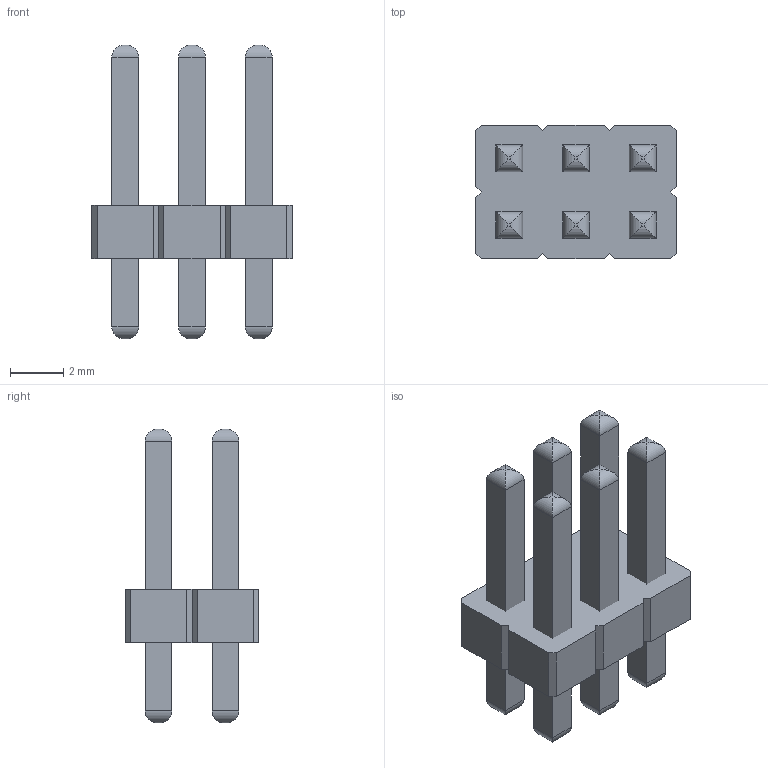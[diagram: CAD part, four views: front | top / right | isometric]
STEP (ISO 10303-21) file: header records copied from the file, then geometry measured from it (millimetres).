
FILE_DESCRIPTION(/* description */ ('','CAx-IF Rec.Pracs.---Representation and Presentation of Product Manufacturing Information (PMI)---4.0---2014-10-13'),/* implementation_level */ '2;1');
FILE_NAME(/* name */ 'Male Pin Header 6 Pin.step',/* time_stamp */ '2025-01-05T01:23:56+05:30',/* author */ (''),/* organization */ (''),/* preprocessor_version */ 'ST-DEVELOPER v20',/* originating_system */ 'Autodesk Translation Framework v13.20.0.188',/* authorisation */ '');
FILE_SCHEMA (('AP242_MANAGED_MODEL_BASED_3D_ENGINEERING_MIM_LF { 1 0 10303 442 1 1 4 }'));
Length unit declared in the file: millimetre
Products named in the file (2): Male Pin Header 6 Pin; Male Pin Header
Assembly tree (1 placements, depth 2):
  Male Pin Header 6 Pin
    Male Pin Header
Bounding box: 7.5 x 5 x 11 mm (x, y, z)
Volume: 138.7 mm3; surface area: 390.8 mm2
Topology: 7 solids, 7 shells, 112 faces, 246 edges, 148 vertices
Faces by surface type: plane 64, cylinder 48
Entity records: 3055 total; most frequent: DIRECTION 524, CARTESIAN_POINT 509, ORIENTED_EDGE 492, EDGE_CURVE 246, LINE 198, VECTOR 198, AXIS2_PLACEMENT_3D 163, VERTEX_POINT 148
